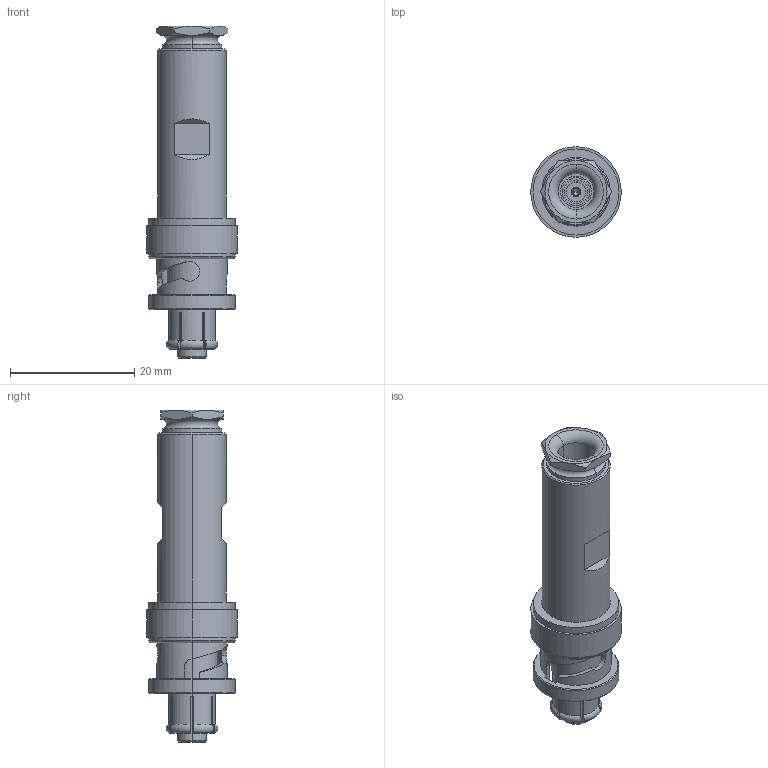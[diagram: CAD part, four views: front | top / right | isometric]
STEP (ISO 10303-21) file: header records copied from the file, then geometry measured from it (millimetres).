
FILE_DESCRIPTION((''),'2;1');
FILE_NAME('57K101-006','2010-10-12T',('T_Stadler'),(''),'PRO/ENGINEER BY PARAMETRIC TECHNOLOGY CORPORATION, 2007390','PRO/ENGINEER BY PARAMETRIC TECHNOLOGY CORPORATION, 2007390','');
FILE_SCHEMA(('AUTOMOTIVE_DESIGN_CC2 { 1 2 10303 214 -1 1 5 2 }'));
Length unit declared in the file: millimetre
Products named in the file (1): 57K101-006
Bounding box: 14.55 x 14.55 x 53.36 mm (x, y, z)
Volume: 4017.6 mm3; surface area: 3736.8 mm2
Topology: 1 solids, 1 shells, 175 faces, 452 edges, 292 vertices
Faces by surface type: plane 80, cylinder 47, cone 28, torus 16, bspline 4
Entity records: 6258 total; most frequent: CARTESIAN_POINT 1942, ORIENTED_EDGE 894, DIRECTION 882, EDGE_CURVE 447, AXIS2_PLACEMENT_3D 342, VERTEX_POINT 290, VECTOR 198, LINE 198
